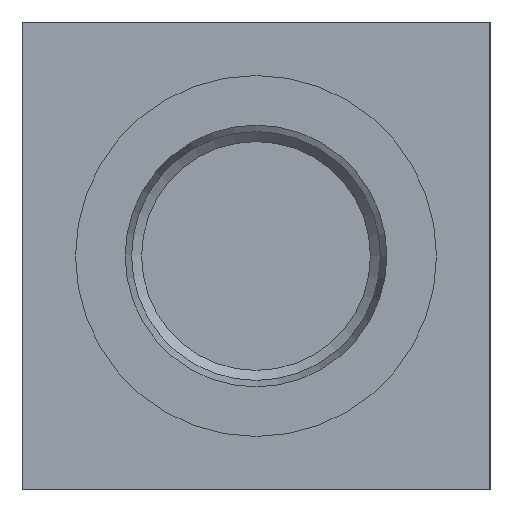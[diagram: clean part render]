
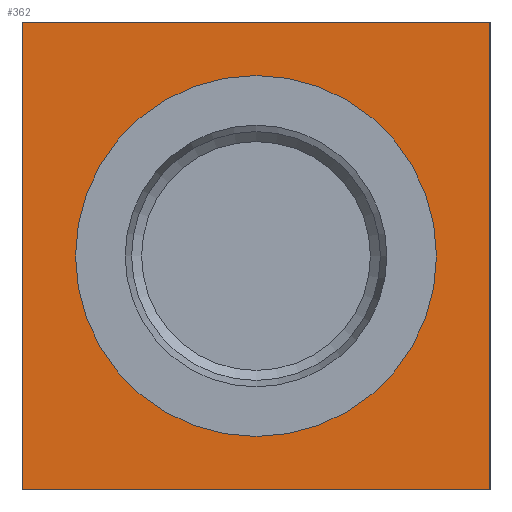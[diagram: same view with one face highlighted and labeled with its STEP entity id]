
A CAD part, left-side view. The second image highlights one B-rep face of the part: STEP entity #362.
In plain terms, the highlighted planar face has unit normal (-1, 0, 0).
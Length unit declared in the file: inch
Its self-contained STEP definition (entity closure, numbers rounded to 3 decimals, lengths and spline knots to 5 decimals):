
#362 = ADVANCED_FACE( '', ( #894, #895 ), #896, .F. );
#894 = FACE_BOUND( '', #1647, .T. );
#895 = FACE_OUTER_BOUND( '', #1648, .T. );
#896 = PLANE( '', #1649 );
#1647 = EDGE_LOOP( '', ( #2698 ) );
#1648 = EDGE_LOOP( '', ( #2699, #2700, #2701, #2702 ) );
#1649 = AXIS2_PLACEMENT_3D( '', #2703, #2704, #2705 );
#2698 = ORIENTED_EDGE( '', *, *, #4036, .T. );
#2699 = ORIENTED_EDGE( '', *, *, #4170, .F. );
#2700 = ORIENTED_EDGE( '', *, *, #4171, .F. );
#2701 = ORIENTED_EDGE( '', *, *, #4172, .F. );
#2702 = ORIENTED_EDGE( '', *, *, #4173, .F. );
#2703 = CARTESIAN_POINT( '', ( 0., 0., 0. ) );
#2704 = DIRECTION( '', ( 1., 0., 0. ) );
#2705 = DIRECTION( '', ( 0., 0., -1. ) );
#4036 = EDGE_CURVE( '', #4799, #4799, #4800, .T. );
#4170 = EDGE_CURVE( '', #5013, #5014, #5015, .T. );
#4171 = EDGE_CURVE( '', #5016, #5013, #5017, .T. );
#4172 = EDGE_CURVE( '', #5018, #5016, #5019, .T. );
#4173 = EDGE_CURVE( '', #5014, #5018, #5020, .T. );
#4799 = VERTEX_POINT( '', #5823 );
#4800 = CIRCLE( '', #5824, 0.964 );
#5013 = VERTEX_POINT( '', #6096 );
#5014 = VERTEX_POINT( '', #6097 );
#5015 = LINE( '', #6098, #6099 );
#5016 = VERTEX_POINT( '', #6100 );
#5017 = LINE( '', #6101, #6102 );
#5018 = VERTEX_POINT( '', #6103 );
#5019 = LINE( '', #6104, #6105 );
#5020 = LINE( '', #6106, #6107 );
#5823 = CARTESIAN_POINT( '', ( 0., 1.25, 0.286 ) );
#5824 = AXIS2_PLACEMENT_3D( '', #6913, #6914, #6915 );
#6096 = CARTESIAN_POINT( '', ( 0., 2.5, 0. ) );
#6097 = CARTESIAN_POINT( '', ( 0., 2.5, 2.5 ) );
#6098 = CARTESIAN_POINT( '', ( 0., 2.5, 0. ) );
#6099 = VECTOR( '', #7101, 39.37008 );
#6100 = CARTESIAN_POINT( '', ( 0., 0., 0. ) );
#6101 = CARTESIAN_POINT( '', ( 0., 0., 0. ) );
#6102 = VECTOR( '', #7102, 39.37008 );
#6103 = CARTESIAN_POINT( '', ( 0., 0., 2.5 ) );
#6104 = CARTESIAN_POINT( '', ( 0., 0., 2.5 ) );
#6105 = VECTOR( '', #7103, 39.37008 );
#6106 = CARTESIAN_POINT( '', ( 0., 2.5, 2.5 ) );
#6107 = VECTOR( '', #7104, 39.37008 );
#6913 = CARTESIAN_POINT( '', ( 0., 1.25, 1.25 ) );
#6914 = DIRECTION( '', ( 1., 0., 0. ) );
#6915 = DIRECTION( '', ( 0., 0., -1. ) );
#7101 = DIRECTION( '', ( 0., 0., 1. ) );
#7102 = DIRECTION( '', ( 0., 1., 0. ) );
#7103 = DIRECTION( '', ( 0., 0., -1. ) );
#7104 = DIRECTION( '', ( 0., -1., 0. ) );
